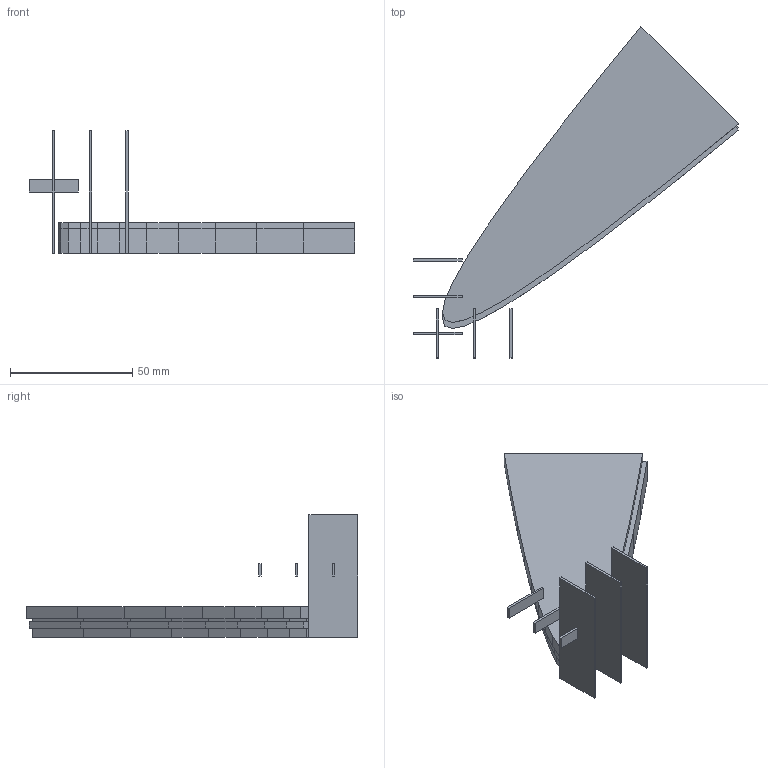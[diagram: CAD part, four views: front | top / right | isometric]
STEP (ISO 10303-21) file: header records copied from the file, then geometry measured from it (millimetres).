
FILE_DESCRIPTION(('Open CASCADE Model'),'2;1');
FILE_NAME('Open CASCADE Shape Model','2024-05-30T00:46:16',('Author'),( 'Open CASCADE'),'Open CASCADE STEP processor 7.7','Open CASCADE 7.7' ,'Unknown');
FILE_SCHEMA(('AUTOMOTIVE_DESIGN { 1 0 10303 214 1 1 1 1 }'));
Length unit declared in the file: millimetre
Products named in the file (6): Open CASCADE STEP translator 7.7 2; Open CASCADE STEP translator 7.7 2.1; Open CASCADE STEP translator 7.7 2.2; Open CASCADE STEP translator 7.7 2.3; Open CASCADE STEP translator 7.7 2.4; Open CASCADE STEP translator 7.7 2.5
Assembly tree (5 placements, depth 2):
  Open CASCADE STEP translator 7.7 2
    Open CASCADE STEP translator 7.7 2.1
    Open CASCADE STEP translator 7.7 2.2
    Open CASCADE STEP translator 7.7 2.3
    Open CASCADE STEP translator 7.7 2.4
    Open CASCADE STEP translator 7.7 2.5
Bounding box: 133 x 135.5 x 50 mm (x, y, z)
Volume: 70862.9 mm3; surface area: 22920.9 mm2
Topology: 5 solids, 5 shells, 110 faces, 294 edges, 196 vertices
Faces by surface type: plane 110
Entity records: 7146 total; most frequent: CARTESIAN_POINT 1320, DIRECTION 988, LINE 756, VECTOR 756, ORIENTED_EDGE 588, PCURVE 588, DEFINITIONAL_REPRESENTATION 588, EDGE_CURVE 294
